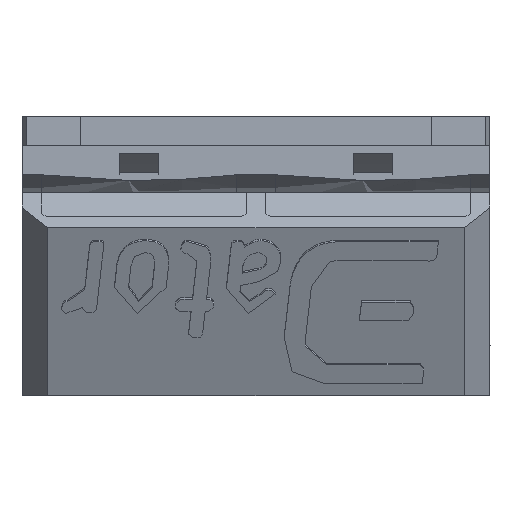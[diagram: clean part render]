
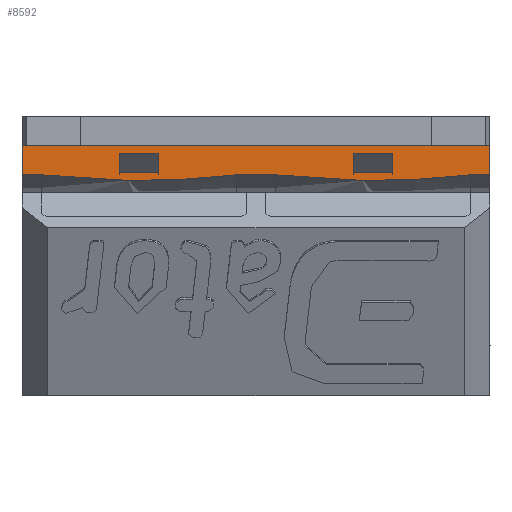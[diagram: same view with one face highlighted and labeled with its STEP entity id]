
A CAD part, front view. The second image highlights one B-rep face of the part: STEP entity #8592.
In plain terms, the highlighted planar face has unit normal (0, -1, 0).
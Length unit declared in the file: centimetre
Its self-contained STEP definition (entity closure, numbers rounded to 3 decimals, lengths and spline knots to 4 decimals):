
#132=FACE_BOUND('',#1326,.T.);
#133=FACE_BOUND('',#1327,.T.);
#307=B_SPLINE_CURVE_WITH_KNOTS('',3,(#13189,#13190,#13191,#13192,#13193,
#13194,#13195,#13196,#13197,#13198),.UNSPECIFIED.,.F.,.F.,(4,2,2,2,4),(28.7722,
28.8191,29.7372,30.6553,30.7022),
 .UNSPECIFIED.);
#309=B_SPLINE_CURVE_WITH_KNOTS('',3,(#13223,#13224,#13225,#13226,#13227,
#13228,#13229,#13230,#13231,#13232),.UNSPECIFIED.,.F.,.F.,(4,2,2,2,4),(28.7722,
28.8191,29.7372,30.6553,30.7022),
 .UNSPECIFIED.);
#841=FACE_OUTER_BOUND('',#1325,.T.);
#1325=EDGE_LOOP('',(#6623,#6624,#6625,#6626,#6627,#6628,#6629,#6630));
#1326=EDGE_LOOP('',(#6631,#6632,#6633,#6634));
#1327=EDGE_LOOP('',(#6635,#6636,#6637,#6638));
#1990=LINE('',#13141,#2876);
#1992=LINE('',#13147,#2878);
#1995=LINE('',#13154,#2881);
#1997=LINE('',#13158,#2883);
#1999=LINE('',#13166,#2885);
#2001=LINE('',#13171,#2887);
#2004=LINE('',#13179,#2890);
#2006=LINE('',#13183,#2892);
#2007=LINE('',#13217,#2893);
#2073=LINE('',#13730,#2959);
#2102=LINE('',#13794,#2988);
#2103=LINE('',#13796,#2989);
#2104=LINE('',#13798,#2990);
#2105=LINE('',#13799,#2991);
#2876=VECTOR('',#10375,100.);
#2878=VECTOR('',#10383,100.);
#2881=VECTOR('',#10388,100.);
#2883=VECTOR('',#10394,100.);
#2885=VECTOR('',#10400,100.);
#2887=VECTOR('',#10406,100.);
#2890=VECTOR('',#10413,100.);
#2892=VECTOR('',#10419,100.);
#2893=VECTOR('',#10428,1.);
#2959=VECTOR('',#10634,1.);
#2988=VECTOR('',#10687,100.);
#2989=VECTOR('',#10688,100.);
#2990=VECTOR('',#10689,100.);
#2991=VECTOR('',#10690,1.);
#3790=VERTEX_POINT('',#13138);
#3791=VERTEX_POINT('',#13140);
#3792=VERTEX_POINT('',#13145);
#3795=VERTEX_POINT('',#13153);
#3798=VERTEX_POINT('',#13163);
#3799=VERTEX_POINT('',#13165);
#3800=VERTEX_POINT('',#13170);
#3803=VERTEX_POINT('',#13178);
#3804=VERTEX_POINT('',#13185);
#3806=VERTEX_POINT('',#13188);
#3808=VERTEX_POINT('',#13216);
#3810=VERTEX_POINT('',#13222);
#3941=VERTEX_POINT('',#13727);
#3961=VERTEX_POINT('',#13793);
#3962=VERTEX_POINT('',#13795);
#3963=VERTEX_POINT('',#13797);
#4768=EDGE_CURVE('',#3790,#3791,#1990,.T.);
#4772=EDGE_CURVE('',#3791,#3792,#1992,.T.);
#4775=EDGE_CURVE('',#3792,#3795,#1995,.T.);
#4778=EDGE_CURVE('',#3795,#3790,#1997,.T.);
#4781=EDGE_CURVE('',#3798,#3799,#1999,.T.);
#4784=EDGE_CURVE('',#3799,#3800,#2001,.T.);
#4788=EDGE_CURVE('',#3800,#3803,#2004,.T.);
#4791=EDGE_CURVE('',#3803,#3798,#2006,.T.);
#4793=EDGE_CURVE('',#3806,#3804,#307,.T.);
#4796=EDGE_CURVE('',#3808,#3806,#2007,.T.);
#4799=EDGE_CURVE('',#3810,#3808,#309,.T.);
#4944=EDGE_CURVE('',#3804,#3941,#2073,.T.);
#4977=EDGE_CURVE('',#3961,#3941,#2102,.T.);
#4978=EDGE_CURVE('',#3961,#3962,#2103,.T.);
#4979=EDGE_CURVE('',#3962,#3963,#2104,.T.);
#4980=EDGE_CURVE('',#3963,#3810,#2105,.T.);
#6623=ORIENTED_EDGE('',*,*,#4796,.T.);
#6624=ORIENTED_EDGE('',*,*,#4793,.T.);
#6625=ORIENTED_EDGE('',*,*,#4944,.T.);
#6626=ORIENTED_EDGE('',*,*,#4977,.F.);
#6627=ORIENTED_EDGE('',*,*,#4978,.T.);
#6628=ORIENTED_EDGE('',*,*,#4979,.T.);
#6629=ORIENTED_EDGE('',*,*,#4980,.T.);
#6630=ORIENTED_EDGE('',*,*,#4799,.T.);
#6631=ORIENTED_EDGE('',*,*,#4791,.F.);
#6632=ORIENTED_EDGE('',*,*,#4788,.F.);
#6633=ORIENTED_EDGE('',*,*,#4784,.F.);
#6634=ORIENTED_EDGE('',*,*,#4781,.F.);
#6635=ORIENTED_EDGE('',*,*,#4778,.F.);
#6636=ORIENTED_EDGE('',*,*,#4775,.F.);
#6637=ORIENTED_EDGE('',*,*,#4772,.F.);
#6638=ORIENTED_EDGE('',*,*,#4768,.F.);
#8267=PLANE('',#9207);
#8592=ADVANCED_FACE('',(#841,#132,#133),#8267,.T.);
#9207=AXIS2_PLACEMENT_3D('',#13792,#10685,#10686);
#10375=DIRECTION('',(0.,0.,1.));
#10383=DIRECTION('',(-1.,0.,0.));
#10388=DIRECTION('',(0.,0.,-1.));
#10394=DIRECTION('',(1.,0.,0.));
#10400=DIRECTION('',(0.,0.,1.));
#10406=DIRECTION('',(-1.,0.,0.));
#10413=DIRECTION('',(0.,0.,-1.));
#10419=DIRECTION('',(1.,0.,0.));
#10428=DIRECTION('',(1.,0.,0.));
#10634=DIRECTION('',(1.,0.,0.));
#10685=DIRECTION('center_axis',(0.,-1.,0.));
#10686=DIRECTION('ref_axis',(0.,0.,
1.));
#10687=DIRECTION('',(0.,0.,-1.));
#10688=DIRECTION('',(-1.,0.,0.));
#10689=DIRECTION('',(0.,0.,-1.));
#10690=DIRECTION('',(1.,0.,0.));
#13138=CARTESIAN_POINT('',(-1.6666,4.1564,4.7318));
#13140=CARTESIAN_POINT('',(-1.6666,4.1564,4.9318));
#13141=CARTESIAN_POINT('',(-1.6666,4.1564,4.7318));
#13145=CARTESIAN_POINT('',(-2.0666,4.1564,4.9318));
#13147=CARTESIAN_POINT('',(-1.6666,4.1564,4.9318));
#13153=CARTESIAN_POINT('',(-2.0666,4.1564,4.7318));
#13154=CARTESIAN_POINT('',(-2.0666,4.1564,4.9318));
#13158=CARTESIAN_POINT('',(-2.0666,4.1564,4.7318));
#13163=CARTESIAN_POINT('',(0.7334,4.1564,4.7318));
#13165=CARTESIAN_POINT('',(0.7334,4.1564,4.9318));
#13166=CARTESIAN_POINT('',(0.7334,4.1564,4.7318));
#13170=CARTESIAN_POINT('',(0.3334,4.1564,4.9318));
#13171=CARTESIAN_POINT('',(0.7334,4.1564,4.9318));
#13178=CARTESIAN_POINT('',(0.3334,4.1564,4.7318));
#13179=CARTESIAN_POINT('',(0.3334,4.1564,4.9318));
#13183=CARTESIAN_POINT('',(0.3334,4.1564,4.7318));
#13185=CARTESIAN_POINT('',(1.5334,4.1564,4.7107));
#13188=CARTESIAN_POINT('',(-0.4666,4.1564,4.7107));
#13189=CARTESIAN_POINT('Ctrl Pts',(-0.4666,4.1564,4.7107));
#13190=CARTESIAN_POINT('Ctrl Pts',(-0.45,4.1564,4.7088));
#13191=CARTESIAN_POINT('Ctrl Pts',(-0.4334,4.1564,4.7069));
#13192=CARTESIAN_POINT('Ctrl Pts',(-0.0923,4.1564,
4.6693));
#13193=CARTESIAN_POINT('Ctrl Pts',(0.2273,4.1564,4.6523));
#13194=CARTESIAN_POINT('Ctrl Pts',(0.8394,4.1564,4.6523));
#13195=CARTESIAN_POINT('Ctrl Pts',(1.159,4.1564,4.6693));
#13196=CARTESIAN_POINT('Ctrl Pts',(1.5001,4.1564,4.7069));
#13197=CARTESIAN_POINT('Ctrl Pts',(1.5167,4.1564,4.7088));
#13198=CARTESIAN_POINT('Ctrl Pts',(1.5334,4.1564,4.7107));
#13216=CARTESIAN_POINT('',(-0.8666,4.1564,4.7107));
#13217=CARTESIAN_POINT('',(1.7331,4.1564,4.7107));
#13222=CARTESIAN_POINT('',(-2.8666,4.1564,4.7107));
#13223=CARTESIAN_POINT('Ctrl Pts',(-2.8666,4.1564,4.7107));
#13224=CARTESIAN_POINT('Ctrl Pts',(-2.85,4.1564,4.7088));
#13225=CARTESIAN_POINT('Ctrl Pts',(-2.8334,4.1564,4.7069));
#13226=CARTESIAN_POINT('Ctrl Pts',(-2.4923,4.1564,4.6693));
#13227=CARTESIAN_POINT('Ctrl Pts',(-2.1727,4.1564,4.6523));
#13228=CARTESIAN_POINT('Ctrl Pts',(-1.5606,4.1564,4.6523));
#13229=CARTESIAN_POINT('Ctrl Pts',(-1.241,4.1564,4.6693));
#13230=CARTESIAN_POINT('Ctrl Pts',(-0.8999,4.1564,4.7069));
#13231=CARTESIAN_POINT('Ctrl Pts',(-0.8833,4.1564,4.7088));
#13232=CARTESIAN_POINT('Ctrl Pts',(-0.8666,4.1564,4.7107));
#13727=CARTESIAN_POINT('',(1.7331,4.1564,4.7107));
#13730=CARTESIAN_POINT('',(1.7331,4.1564,4.7107));
#13792=CARTESIAN_POINT('Origin',(1.8334,4.1564,4.7851));
#13793=CARTESIAN_POINT('',(1.7331,4.1564,5.0114));
#13794=CARTESIAN_POINT('',(1.7331,4.1564,4.4015));
#13795=CARTESIAN_POINT('',(-3.0663,4.1564,5.0114));
#13796=CARTESIAN_POINT('',(0.5834,4.1564,5.0114));
#13797=CARTESIAN_POINT('',(-3.0663,4.1564,4.7107));
#13798=CARTESIAN_POINT('',(-3.0663,4.1564,4.4015));
#13799=CARTESIAN_POINT('',(1.7331,4.1564,4.7107));
